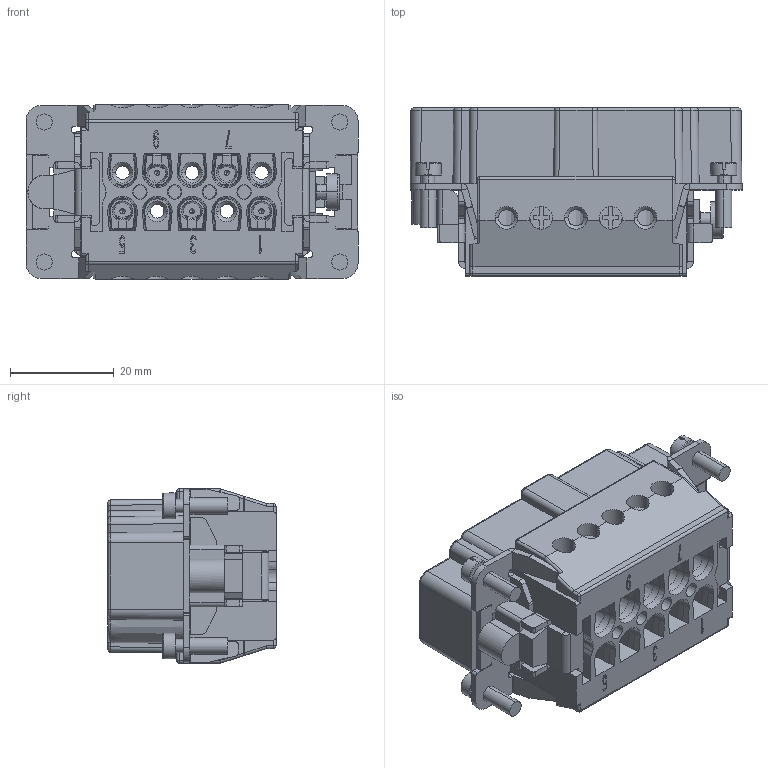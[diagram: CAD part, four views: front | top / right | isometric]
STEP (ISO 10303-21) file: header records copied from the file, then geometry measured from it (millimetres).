
FILE_DESCRIPTION((''),'2;1');
FILE_NAME('HVE-003-M','2017-07-31T',('tl.yang'),(''),'PRO/ENGINEER BY PARAMETRIC TECHNOLOGY CORPORATION, 2011500','PRO/ENGINEER BY PARAMETRIC TECHNOLOGY CORPORATION, 2011500','');
FILE_SCHEMA(('CONFIG_CONTROL_DESIGN'));
Products named in the file (1): HVE-003-M
Bounding box: 64 x 32.4 x 33.6 mm (x, y, z)
Volume: 26183.3 mm3; surface area: 23532.2 mm2
Topology: 1 solids, 1 shells, 2023 faces, 5409 edges, 3397 vertices
Faces by surface type: plane 1135, cylinder 582, cone 136, bspline 86, torus 36, extrusion 30, sphere 18
Entity records: 67794 total; most frequent: CARTESIAN_POINT 18219, ORIENTED_EDGE 10746, DIRECTION 9735, EDGE_CURVE 5373, VECTOR 3487, LINE 3457, VERTEX_POINT 3397, AXIS2_PLACEMENT_3D 3124
